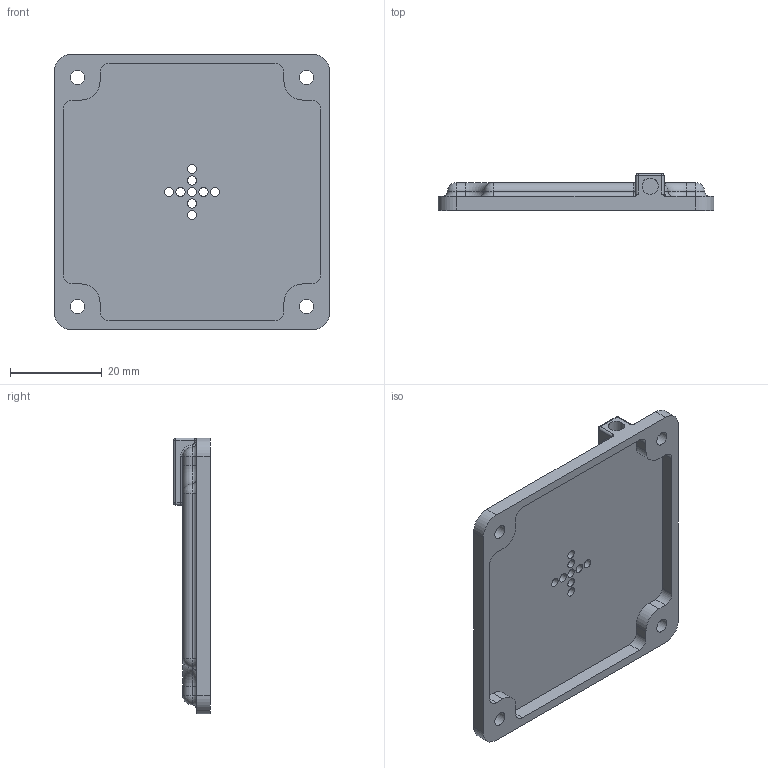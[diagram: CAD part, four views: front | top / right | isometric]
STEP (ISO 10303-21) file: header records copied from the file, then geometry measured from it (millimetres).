
FILE_DESCRIPTION(/* description */ (''),/* implementation_level */ '2;1');
FILE_NAME(/* name */ 'shell v10.step',/* time_stamp */ '2025-09-28T23:06:23-04:00',/* author */ (''),/* organization */ (''),/* preprocessor_version */ 'ST-DEVELOPER v20.1',/* originating_system */ 'Autodesk Translation Framework v14.10.0.0',/* authorisation */ '');
FILE_SCHEMA (('AUTOMOTIVE_DESIGN { 1 0 10303 214 3 1 1 }'));
Length unit declared in the file: millimetre
Products named in the file (1): shell
Bounding box: 60 x 8 x 60 mm (x, y, z)
Volume: 10528.8 mm3; surface area: 9343.5 mm2
Topology: 1 solids, 1 shells, 194 faces, 418 edges, 260 vertices
Faces by surface type: cylinder 100, plane 57, torus 22, sphere 12, bspline 3
Full cylindrical faces by diameter (mm): 1.25 x16, 2 x25, 3.1 x4, 3.5 x1
Entity records: 5471 total; most frequent: DIRECTION 1034, CARTESIAN_POINT 962, ORIENTED_EDGE 836, AXIS2_PLACEMENT_3D 430, EDGE_CURVE 418, VERTEX_POINT 260, EDGE_LOOP 254, CIRCLE 238
